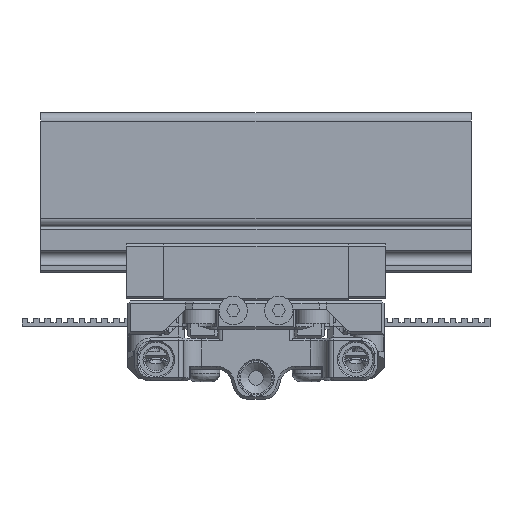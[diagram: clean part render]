
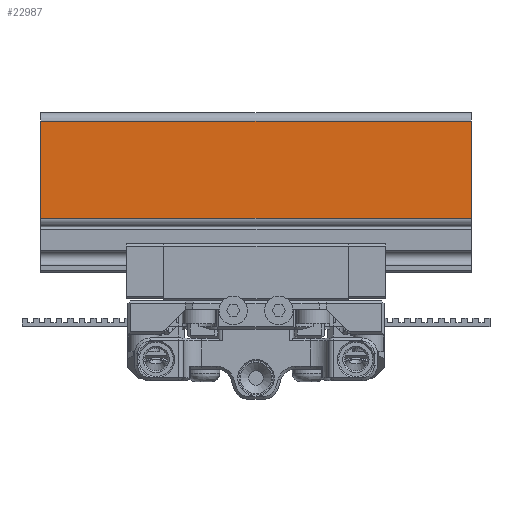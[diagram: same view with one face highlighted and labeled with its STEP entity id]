
A CAD part, top view. The second image highlights one B-rep face of the part: STEP entity #22987.
In plain terms, the highlighted planar face has unit normal (0, 0, 1).
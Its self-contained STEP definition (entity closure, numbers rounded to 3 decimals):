
#1202=PLANE('',#24842);
#2461=FACE_OUTER_BOUND('',#3797,.T.);
#3797=EDGE_LOOP('',(#20169,#20170,#20171,#20172));
#5867=LINE('',#38712,#8437);
#5868=LINE('',#38715,#8438);
#5869=LINE('',#38717,#8439);
#5870=LINE('',#38718,#8440);
#8437=VECTOR('',#29932,10.);
#8438=VECTOR('',#29935,10.);
#8439=VECTOR('',#29936,10.);
#8440=VECTOR('',#29937,10.);
#11326=VERTEX_POINT('',#38705);
#11329=VERTEX_POINT('',#38710);
#11330=VERTEX_POINT('',#38714);
#11331=VERTEX_POINT('',#38716);
#14372=EDGE_CURVE('',#11329,#11326,#5867,.T.);
#14373=EDGE_CURVE('',#11330,#11329,#5868,.F.);
#14374=EDGE_CURVE('',#11331,#11330,#5869,.T.);
#14375=EDGE_CURVE('',#11326,#11331,#5870,.T.);
#20169=ORIENTED_EDGE('',*,*,#14372,.F.);
#20170=ORIENTED_EDGE('',*,*,#14373,.F.);
#20171=ORIENTED_EDGE('',*,*,#14374,.F.);
#20172=ORIENTED_EDGE('',*,*,#14375,.F.);
#22987=ADVANCED_FACE('',(#2461),#1202,.T.);
#24842=AXIS2_PLACEMENT_3D('',#38713,#29933,#29934);
#29932=DIRECTION('',(1.,0.,0.));
#29933=DIRECTION('center_axis',(0.,0.,1.));
#29934=DIRECTION('ref_axis',(0.,-1.,0.));
#29935=DIRECTION('',(0.,-1.,0.));
#29936=DIRECTION('',(-1.,0.,0.));
#29937=DIRECTION('',(0.,-1.,0.));
#38705=CARTESIAN_POINT('',(37.7,31.5,18.55));
#38710=CARTESIAN_POINT('',(-37.7,31.5,18.55));
#38712=CARTESIAN_POINT('',(0.,31.5,18.55));
#38713=CARTESIAN_POINT('Origin',(0.,33.,18.55));
#38714=CARTESIAN_POINT('',(-37.7,14.5,18.55));
#38715=CARTESIAN_POINT('',(-37.7,28.,18.55));
#38716=CARTESIAN_POINT('',(37.7,14.5,18.55));
#38717=CARTESIAN_POINT('',(0.,14.5,18.55));
#38718=CARTESIAN_POINT('',(37.7,28.,18.55));
